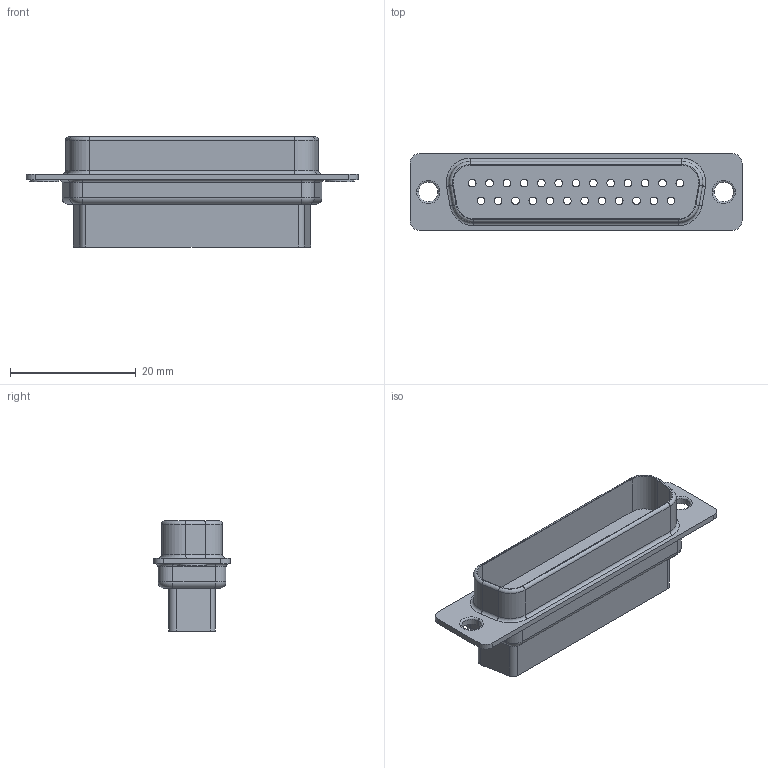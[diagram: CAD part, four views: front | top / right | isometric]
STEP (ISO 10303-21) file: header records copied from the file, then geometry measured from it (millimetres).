
FILE_DESCRIPTION(('Creo Elements/Direct Modeling STEP Export'),'2;1');
FILE_NAME('0ln7uvk5h873u893060','2022-02-16T14:15:50',(''),(''),'Creo Elements/Direct Modeling STEP processor for AP214 (Solid Model)','Creo Elements/Direct Modeling 20.1B 02-Apr-2019 (C) Parametric Technology GmbH','');
FILE_SCHEMA(('AUTOMOTIVE_DESIGN { 1 0 10303 214 1 1 1 1 }'));
Length unit declared in the file: millimetre
Products named in the file (2): DPTCM_25
Assembly tree (1 placements, depth 2):
  DPTCM_25
    DPTCM_25
Bounding box: 52.8 x 12.2 x 17.5 mm (x, y, z)
Volume: 3069.5 mm3; surface area: 5334.8 mm2
Topology: 1 solids, 1 shells, 217 faces, 516 edges, 332 vertices
Faces by surface type: cylinder 144, plane 53, torus 20
Entity records: 7733 total; most frequent: DIRECTION 1046, ORIENTED_EDGE 1032, CARTESIAN_POINT 957, EDGE_CURVE 516, AXIS2_PLACEMENT_3D 421, VERTEX_POINT 332, EDGE_LOOP 302, COLOUR_RGB 218
